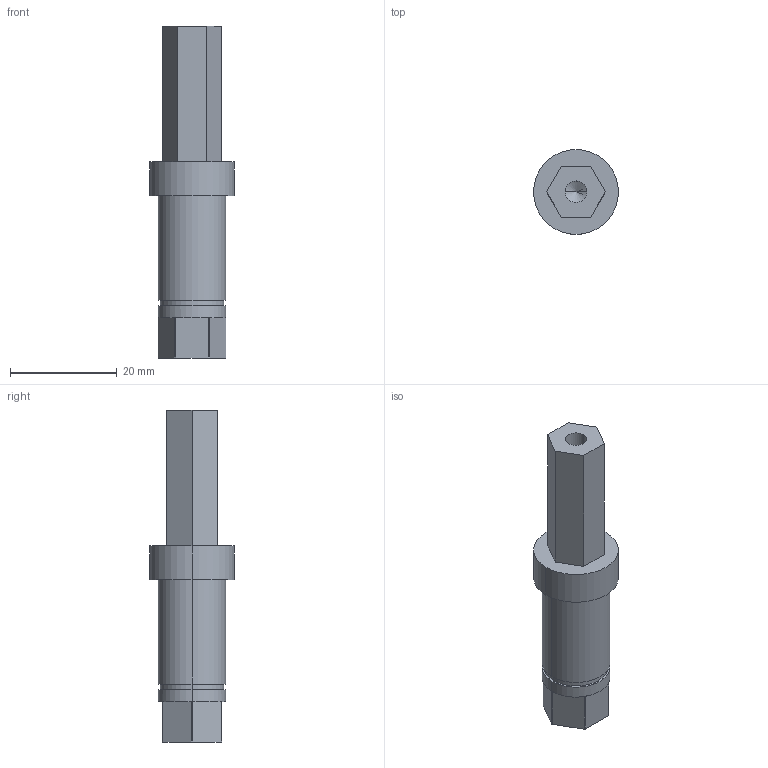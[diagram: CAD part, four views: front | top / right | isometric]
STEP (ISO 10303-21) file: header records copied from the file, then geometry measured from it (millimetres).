
FILE_DESCRIPTION (( 'STEP AP214' ), '1' );
FILE_NAME ('am-5488-0100 0.375in Hex 1in Long Sport Output Shaft.STEP', '2024-12-06T16:02:19', ( '' ), ( '' ), 'SwSTEP 2.0', 'SolidWorks 2024', '' );
FILE_SCHEMA (( 'AUTOMOTIVE_DESIGN' ));
Length unit declared in the file: inch
Products named in the file (1): am-5488-0100 0.375in Hex 1in Long Sport Output Shaft
Bounding box: 15.88 x 15.88 x 62.1 mm (x, y, z)
Volume: 6732.7 mm3; surface area: 2972.8 mm2
Topology: 1 solids, 1 shells, 36 faces, 88 edges, 57 vertices
Faces by surface type: plane 24, cylinder 10, cone 2
Entity records: 1081 total; most frequent: DIRECTION 192, CARTESIAN_POINT 180, ORIENTED_EDGE 172, EDGE_CURVE 86, AXIS2_PLACEMENT_3D 69, VERTEX_POINT 57, LINE 54, VECTOR 54
